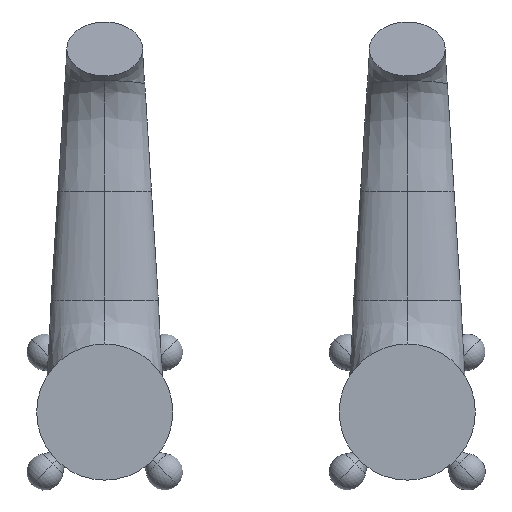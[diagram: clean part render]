
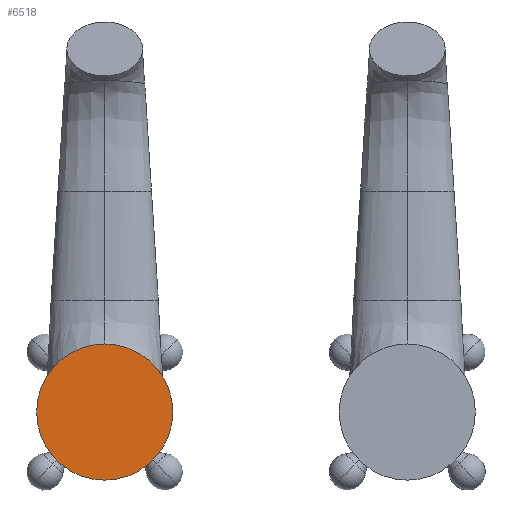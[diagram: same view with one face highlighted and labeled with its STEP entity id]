
A CAD part, front view. The second image highlights one B-rep face of the part: STEP entity #6518.
In plain terms, the highlighted planar face has unit normal (0, -1, 0).
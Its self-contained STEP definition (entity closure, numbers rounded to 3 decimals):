
#4515=CARTESIAN_POINT('',(43.343,-50.115,0.));
#4516=DIRECTION('',(0.,-1.,0.));
#4517=DIRECTION('',(0.,0.,1.));
#4518=AXIS2_PLACEMENT_3D('',#4515,#4516,#4517);
#4520=CARTESIAN_POINT('',(43.343,-50.115,0.));
#4521=DIRECTION('',(0.,-1.,0.));
#4522=DIRECTION('',(0.,0.,-1.));
#4523=AXIS2_PLACEMENT_3D('',#4520,#4521,#4522);
#4680=CARTESIAN_POINT('',(43.343,-50.115,22.5));
#4682=VERTEX_POINT('',#4680);
#4684=CARTESIAN_POINT('',(43.343,-50.115,-22.5));
#4686=VERTEX_POINT('',#4684);
#6508=CARTESIAN_POINT('',(43.343,-50.115,-22.5));
#6509=DIRECTION('',(0.,-1.,0.));
#6510=DIRECTION('',(0.,0.,-1.));
#6511=AXIS2_PLACEMENT_3D('',#6508,#6509,#6510);
#6512=PLANE('',#6511);
#6514=ORIENTED_EDGE('',*,*,#6513,.F.);
#6515=ORIENTED_EDGE('',*,*,#6498,.F.);
#6516=EDGE_LOOP('',(#6514,#6515));
#6517=FACE_OUTER_BOUND('',#6516,.F.);
#6518=ADVANCED_FACE('',(#6517),#6512,.T.);
#4519=CIRCLE('',#4518,22.5);
#4524=CIRCLE('',#4523,22.5);
#6498=EDGE_CURVE('',#4686,#4682,#4524,.T.);
#6513=EDGE_CURVE('',#4682,#4686,#4519,.T.);
